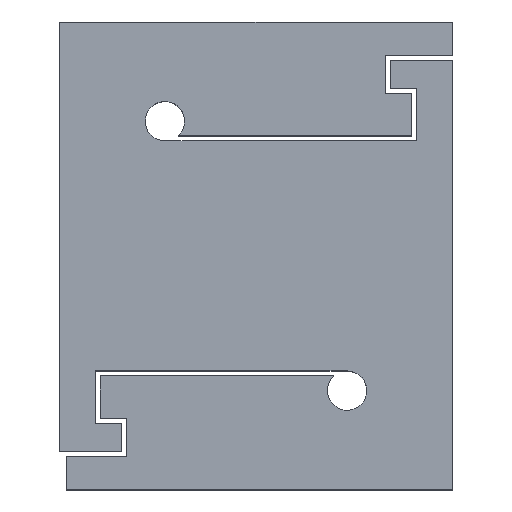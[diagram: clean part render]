
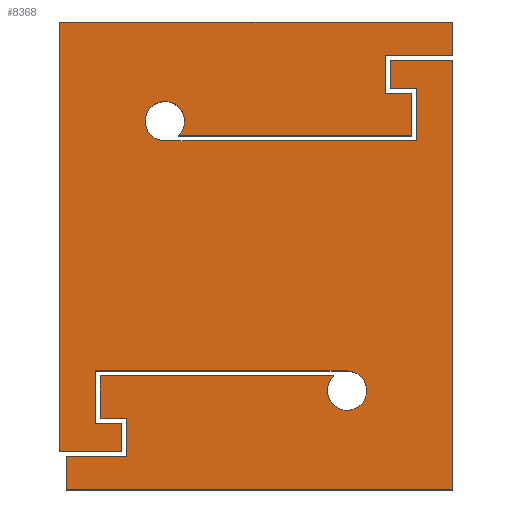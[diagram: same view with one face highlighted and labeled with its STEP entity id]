
A CAD part, top view. The second image highlights one B-rep face of the part: STEP entity #8368.
In plain terms, the highlighted planar face has unit normal (0, 0, 1).
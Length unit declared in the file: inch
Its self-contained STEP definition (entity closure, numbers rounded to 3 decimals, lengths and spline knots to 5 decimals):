
#228=CIRCLE('',#8863,0.0315);
#229=CIRCLE('',#8864,0.0315);
#566=FACE_OUTER_BOUND('',#959,.T.);
#959=EDGE_LOOP('',(#7212,#7213,#7214,#7215,#7216,#7217,#7218,#7219,#7220,
#7221,#7222,#7223,#7224,#7225,#7226,#7227,#7228,#7229,#7230,#7231,#7232,
#7233,#7234,#7235,#7236,#7237,#7238,#7239));
#1976=LINE('',#13162,#3014);
#1978=LINE('',#13166,#3016);
#1979=LINE('',#13168,#3017);
#1980=LINE('',#13170,#3018);
#1981=LINE('',#13172,#3019);
#1982=LINE('',#13174,#3020);
#1983=LINE('',#13176,#3021);
#1984=LINE('',#13178,#3022);
#1985=LINE('',#13182,#3023);
#1986=LINE('',#13184,#3024);
#1987=LINE('',#13186,#3025);
#1988=LINE('',#13188,#3026);
#1989=LINE('',#13190,#3027);
#1990=LINE('',#13192,#3028);
#1991=LINE('',#13194,#3029);
#1992=LINE('',#13196,#3030);
#1993=LINE('',#13198,#3031);
#1994=LINE('',#13200,#3032);
#1995=LINE('',#13202,#3033);
#1996=LINE('',#13204,#3034);
#1997=LINE('',#13206,#3035);
#1998=LINE('',#13210,#3036);
#1999=LINE('',#13212,#3037);
#2000=LINE('',#13214,#3038);
#2001=LINE('',#13216,#3039);
#2002=LINE('',#13217,#3040);
#3014=VECTOR('',#10771,0.3937);
#3016=VECTOR('',#10775,0.3937);
#3017=VECTOR('',#10776,0.3937);
#3018=VECTOR('',#10777,0.3937);
#3019=VECTOR('',#10778,0.3937);
#3020=VECTOR('',#10779,0.3937);
#3021=VECTOR('',#10780,0.3937);
#3022=VECTOR('',#10781,0.3937);
#3023=VECTOR('',#10784,0.3937);
#3024=VECTOR('',#10785,0.3937);
#3025=VECTOR('',#10786,0.3937);
#3026=VECTOR('',#10787,0.3937);
#3027=VECTOR('',#10788,0.3937);
#3028=VECTOR('',#10789,0.3937);
#3029=VECTOR('',#10790,0.3937);
#3030=VECTOR('',#10791,0.3937);
#3031=VECTOR('',#10792,0.3937);
#3032=VECTOR('',#10793,0.3937);
#3033=VECTOR('',#10794,0.3937);
#3034=VECTOR('',#10795,0.3937);
#3035=VECTOR('',#10796,0.3937);
#3036=VECTOR('',#10799,0.3937);
#3037=VECTOR('',#10800,0.3937);
#3038=VECTOR('',#10801,0.3937);
#3039=VECTOR('',#10802,0.3937);
#3040=VECTOR('',#10803,0.3937);
#3837=VERTEX_POINT('',#13159);
#3838=VERTEX_POINT('',#13161);
#3839=VERTEX_POINT('',#13165);
#3840=VERTEX_POINT('',#13167);
#3841=VERTEX_POINT('',#13169);
#3842=VERTEX_POINT('',#13171);
#3843=VERTEX_POINT('',#13173);
#3844=VERTEX_POINT('',#13175);
#3845=VERTEX_POINT('',#13177);
#3846=VERTEX_POINT('',#13179);
#3847=VERTEX_POINT('',#13181);
#3848=VERTEX_POINT('',#13183);
#3849=VERTEX_POINT('',#13185);
#3850=VERTEX_POINT('',#13187);
#3851=VERTEX_POINT('',#13189);
#3852=VERTEX_POINT('',#13191);
#3853=VERTEX_POINT('',#13193);
#3854=VERTEX_POINT('',#13195);
#3855=VERTEX_POINT('',#13197);
#3856=VERTEX_POINT('',#13199);
#3857=VERTEX_POINT('',#13201);
#3858=VERTEX_POINT('',#13203);
#3859=VERTEX_POINT('',#13205);
#3860=VERTEX_POINT('',#13207);
#3861=VERTEX_POINT('',#13209);
#3862=VERTEX_POINT('',#13211);
#3863=VERTEX_POINT('',#13213);
#3864=VERTEX_POINT('',#13215);
#4975=EDGE_CURVE('',#3838,#3837,#1976,.T.);
#4977=EDGE_CURVE('',#3837,#3839,#1978,.T.);
#4978=EDGE_CURVE('',#3839,#3840,#1979,.T.);
#4979=EDGE_CURVE('',#3840,#3841,#1980,.T.);
#4980=EDGE_CURVE('',#3841,#3842,#1981,.T.);
#4981=EDGE_CURVE('',#3842,#3843,#1982,.T.);
#4982=EDGE_CURVE('',#3843,#3844,#1983,.T.);
#4983=EDGE_CURVE('',#3844,#3845,#1984,.T.);
#4984=EDGE_CURVE('',#3845,#3846,#228,.T.);
#4985=EDGE_CURVE('',#3846,#3847,#1985,.T.);
#4986=EDGE_CURVE('',#3847,#3848,#1986,.T.);
#4987=EDGE_CURVE('',#3848,#3849,#1987,.T.);
#4988=EDGE_CURVE('',#3849,#3850,#1988,.T.);
#4989=EDGE_CURVE('',#3850,#3851,#1989,.T.);
#4990=EDGE_CURVE('',#3851,#3852,#1990,.T.);
#4991=EDGE_CURVE('',#3852,#3853,#1991,.T.);
#4992=EDGE_CURVE('',#3853,#3854,#1992,.T.);
#4993=EDGE_CURVE('',#3854,#3855,#1993,.T.);
#4994=EDGE_CURVE('',#3855,#3856,#1994,.T.);
#4995=EDGE_CURVE('',#3856,#3857,#1995,.T.);
#4996=EDGE_CURVE('',#3857,#3858,#1996,.T.);
#4997=EDGE_CURVE('',#3858,#3859,#1997,.T.);
#4998=EDGE_CURVE('',#3859,#3860,#229,.T.);
#4999=EDGE_CURVE('',#3860,#3861,#1998,.T.);
#5000=EDGE_CURVE('',#3861,#3862,#1999,.T.);
#5001=EDGE_CURVE('',#3862,#3863,#2000,.T.);
#5002=EDGE_CURVE('',#3863,#3864,#2001,.T.);
#5003=EDGE_CURVE('',#3864,#3838,#2002,.T.);
#7212=ORIENTED_EDGE('',*,*,#4975,.T.);
#7213=ORIENTED_EDGE('',*,*,#4977,.T.);
#7214=ORIENTED_EDGE('',*,*,#4978,.T.);
#7215=ORIENTED_EDGE('',*,*,#4979,.T.);
#7216=ORIENTED_EDGE('',*,*,#4980,.T.);
#7217=ORIENTED_EDGE('',*,*,#4981,.T.);
#7218=ORIENTED_EDGE('',*,*,#4982,.T.);
#7219=ORIENTED_EDGE('',*,*,#4983,.T.);
#7220=ORIENTED_EDGE('',*,*,#4984,.T.);
#7221=ORIENTED_EDGE('',*,*,#4985,.T.);
#7222=ORIENTED_EDGE('',*,*,#4986,.T.);
#7223=ORIENTED_EDGE('',*,*,#4987,.T.);
#7224=ORIENTED_EDGE('',*,*,#4988,.T.);
#7225=ORIENTED_EDGE('',*,*,#4989,.T.);
#7226=ORIENTED_EDGE('',*,*,#4990,.T.);
#7227=ORIENTED_EDGE('',*,*,#4991,.T.);
#7228=ORIENTED_EDGE('',*,*,#4992,.T.);
#7229=ORIENTED_EDGE('',*,*,#4993,.T.);
#7230=ORIENTED_EDGE('',*,*,#4994,.T.);
#7231=ORIENTED_EDGE('',*,*,#4995,.T.);
#7232=ORIENTED_EDGE('',*,*,#4996,.T.);
#7233=ORIENTED_EDGE('',*,*,#4997,.T.);
#7234=ORIENTED_EDGE('',*,*,#4998,.T.);
#7235=ORIENTED_EDGE('',*,*,#4999,.T.);
#7236=ORIENTED_EDGE('',*,*,#5000,.T.);
#7237=ORIENTED_EDGE('',*,*,#5001,.T.);
#7238=ORIENTED_EDGE('',*,*,#5002,.T.);
#7239=ORIENTED_EDGE('',*,*,#5003,.T.);
#7656=PLANE('',#8862);
#8368=ADVANCED_FACE('',(#566),#7656,.T.);
#8862=AXIS2_PLACEMENT_3D('',#13164,#10773,#10774);
#8863=AXIS2_PLACEMENT_3D('',#13180,#10782,#10783);
#8864=AXIS2_PLACEMENT_3D('',#13208,#10797,#10798);
#10771=DIRECTION('',(0.,-1.,0.));
#10773=DIRECTION('center_axis',(0.,0.,1.));
#10774=DIRECTION('ref_axis',(1.,0.,0.));
#10775=DIRECTION('',(1.,0.,0.));
#10776=DIRECTION('',(0.,1.,0.));
#10777=DIRECTION('',(-1.,0.,0.));
#10778=DIRECTION('',(0.,-1.,0.));
#10779=DIRECTION('',(1.,0.,0.));
#10780=DIRECTION('',(0.,-1.,0.));
#10781=DIRECTION('',(-1.,0.,0.));
#10782=DIRECTION('center_axis',(0.,0.,-1.));
#10783=DIRECTION('ref_axis',(-1.,0.,0.));
#10784=DIRECTION('',(1.,0.,0.));
#10785=DIRECTION('',(0.,1.,0.));
#10786=DIRECTION('',(-1.,0.,0.));
#10787=DIRECTION('',(0.,1.,0.));
#10788=DIRECTION('',(1.,0.,0.));
#10789=DIRECTION('',(0.,1.,0.));
#10790=DIRECTION('',(-1.,0.,0.));
#10791=DIRECTION('',(0.,-1.,0.));
#10792=DIRECTION('',(1.,0.,0.));
#10793=DIRECTION('',(0.,1.,0.));
#10794=DIRECTION('',(-1.,0.,0.));
#10795=DIRECTION('',(0.,1.,0.));
#10796=DIRECTION('',(1.,0.,0.));
#10797=DIRECTION('center_axis',(0.,0.,-1.));
#10798=DIRECTION('ref_axis',(-1.,0.,0.));
#10799=DIRECTION('',(-1.,0.,0.));
#10800=DIRECTION('',(0.,-1.,0.));
#10801=DIRECTION('',(1.,0.,0.));
#10802=DIRECTION('',(0.,-1.,0.));
#10803=DIRECTION('',(-1.,0.,0.));
#13159=CARTESIAN_POINT('',(0.011,0.,0.));
#13161=CARTESIAN_POINT('',(0.011,0.054,0.));
#13162=CARTESIAN_POINT('',(0.011,0.2145,0.));
#13164=CARTESIAN_POINT('Origin',(0.315,0.375,0.));
#13165=CARTESIAN_POINT('',(0.63,0.,0.));
#13166=CARTESIAN_POINT('',(0.,0.,0.));
#13167=CARTESIAN_POINT('',(0.63,0.688,0.));
#13168=CARTESIAN_POINT('',(0.63,0.,0.));
#13169=CARTESIAN_POINT('',(0.53,0.688,0.));
#13170=CARTESIAN_POINT('',(0.48813,0.688,0.));
#13171=CARTESIAN_POINT('',(0.53,0.643,0.));
#13172=CARTESIAN_POINT('',(0.53,0.5315,0.));
#13173=CARTESIAN_POINT('',(0.573,0.643,0.));
#13174=CARTESIAN_POINT('',(0.4225,0.643,0.));
#13175=CARTESIAN_POINT('',(0.573,0.5595,0.));
#13176=CARTESIAN_POINT('',(0.573,0.509,0.));
#13177=CARTESIAN_POINT('',(0.169,0.5595,0.));
#13178=CARTESIAN_POINT('',(0.315,0.5595,0.));
#13179=CARTESIAN_POINT('',(0.18998,0.5675,0.));
#13180=CARTESIAN_POINT('Origin',(0.169,0.591,0.));
#13181=CARTESIAN_POINT('',(0.565,0.5675,0.));
#13182=CARTESIAN_POINT('',(0.315,0.5675,0.));
#13183=CARTESIAN_POINT('',(0.565,0.635,0.));
#13184=CARTESIAN_POINT('',(0.565,0.47125,0.));
#13185=CARTESIAN_POINT('',(0.522,0.635,0.));
#13186=CARTESIAN_POINT('',(0.44,0.635,0.));
#13187=CARTESIAN_POINT('',(0.522,0.696,0.));
#13188=CARTESIAN_POINT('',(0.522,0.505,0.));
#13189=CARTESIAN_POINT('',(0.63,0.696,0.));
#13190=CARTESIAN_POINT('',(0.4185,0.696,0.));
#13191=CARTESIAN_POINT('',(0.63,0.75,0.));
#13192=CARTESIAN_POINT('',(0.63,0.,0.));
#13193=CARTESIAN_POINT('',(0.,0.75,0.));
#13194=CARTESIAN_POINT('',(0.63,0.75,0.));
#13195=CARTESIAN_POINT('',(0.,0.062,0.));
#13196=CARTESIAN_POINT('',(0.,0.75,0.));
#13197=CARTESIAN_POINT('',(0.1,0.062,0.));
#13198=CARTESIAN_POINT('',(0.14187,0.062,0.));
#13199=CARTESIAN_POINT('',(0.1,0.107,0.));
#13200=CARTESIAN_POINT('',(0.1,0.2185,0.));
#13201=CARTESIAN_POINT('',(0.057,0.107,0.));
#13202=CARTESIAN_POINT('',(0.2075,0.107,0.));
#13203=CARTESIAN_POINT('',(0.057,0.1905,0.));
#13204=CARTESIAN_POINT('',(0.057,0.241,0.));
#13205=CARTESIAN_POINT('',(0.461,0.1905,0.));
#13206=CARTESIAN_POINT('',(0.186,0.1905,0.));
#13207=CARTESIAN_POINT('',(0.44002,0.1825,0.));
#13208=CARTESIAN_POINT('Origin',(0.461,0.159,0.));
#13209=CARTESIAN_POINT('',(0.065,0.1825,0.));
#13210=CARTESIAN_POINT('',(0.388,0.1825,0.));
#13211=CARTESIAN_POINT('',(0.065,0.115,0.));
#13212=CARTESIAN_POINT('',(0.065,0.27875,0.));
#13213=CARTESIAN_POINT('',(0.108,0.115,0.));
#13214=CARTESIAN_POINT('',(0.19,0.115,0.));
#13215=CARTESIAN_POINT('',(0.108,0.054,0.));
#13216=CARTESIAN_POINT('',(0.108,0.245,0.));
#13217=CARTESIAN_POINT('',(0.2115,0.054,0.));
